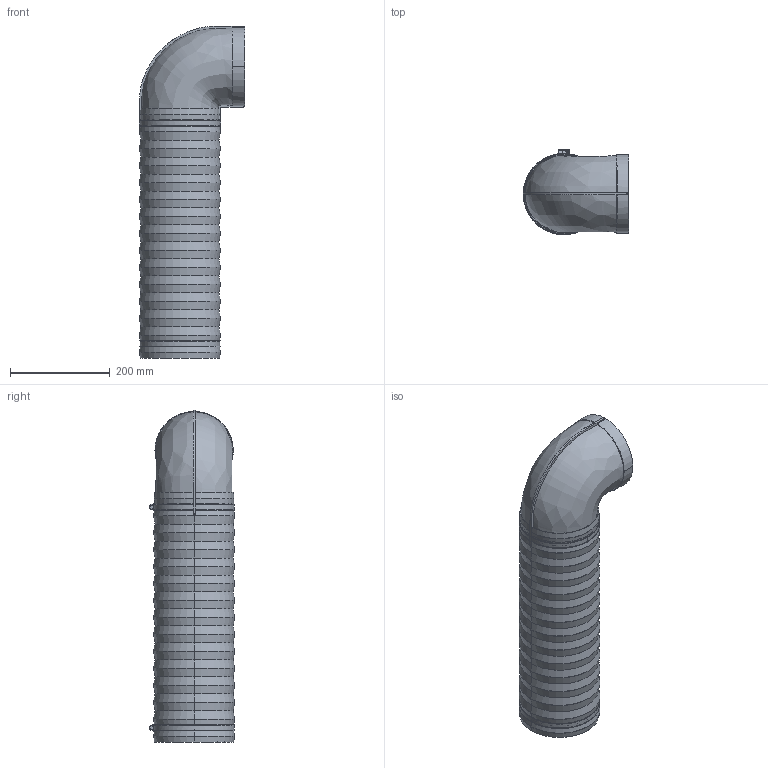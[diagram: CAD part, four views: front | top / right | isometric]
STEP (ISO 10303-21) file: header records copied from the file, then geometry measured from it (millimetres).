
FILE_DESCRIPTION(('STEP AP214'),'1');
FILE_NAME('ck mit Flexschlauch 500.STP','2023-08-28T12:59:40',(' '),(' '),'Spatial InterOp 3D',' ',' ');
FILE_SCHEMA(('AUTOMOTIVE_DESIGN { 1 0 10303 214 1 1 1 1 }'));
Length unit declared in the file: millimetre
Products named in the file (17): ASSEM1; 4052019_V R-URX flow 150 Umlenkstück mit Flexschlauch 500
Assembly tree (16 placements, depth 4):
  4052019_V R-URX flow 150 Umlenkstück mit Flexschlauch 500
    (unnamed)
      ASSEM1
    (unnamed)
      (unnamed)
        ASSEM1
        (unnamed)
        (unnamed)
      (unnamed)
    (unnamed)
      (unnamed)
        ASSEM1
        (unnamed)
        (unnamed)
      (unnamed)
    (unnamed)
      ASSEM1
Bounding box: 211.45 x 170.88 x 664.88 mm (x, y, z)
Volume: 3594907.5 mm3; surface area: 710009.3 mm2
Topology: 8 solids, 8 shells, 387 faces, 933 edges, 572 vertices
Faces by surface type: plane 173, cone 124, cylinder 68, bspline 22
Entity records: 21217 total; most frequent: CARTESIAN_POINT 11743, DIRECTION 1927, ORIENTED_EDGE 1862, EDGE_CURVE 931, AXIS2_PLACEMENT_3D 662, LINE 603, VECTOR 603, VERTEX_POINT 568
